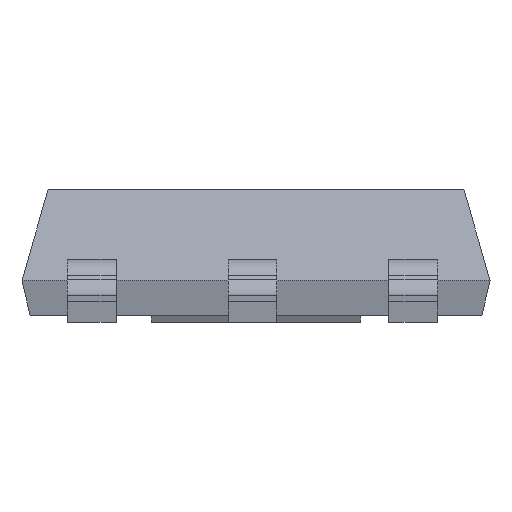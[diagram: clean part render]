
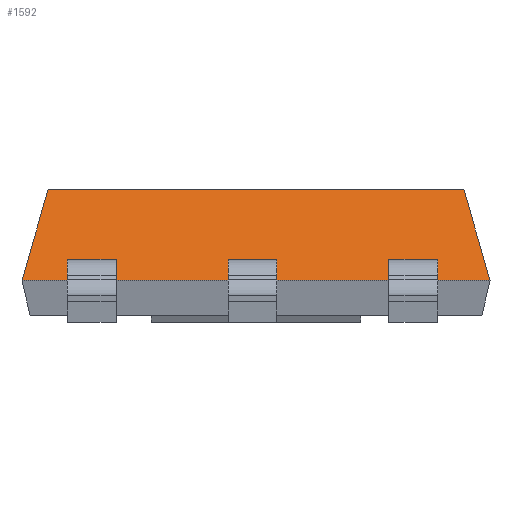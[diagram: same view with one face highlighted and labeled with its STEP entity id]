
A CAD part, front view. The second image highlights one B-rep face of the part: STEP entity #1592.
In plain terms, the highlighted planar face has unit normal (0, -0.961, 0.276).
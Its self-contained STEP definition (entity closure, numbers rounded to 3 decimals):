
#741 = ORIENTED_EDGE ( 'NONE', *, *, #2712, .F. ) ;
#807 = CARTESIAN_POINT ( 'NONE',  ( -3.35, -1.75, 0. ) ) ;
#1145 = VERTEX_POINT ( 'NONE', #3469 ) ;
#1200 = LINE ( 'NONE', #4954, #1949 ) ;
#1240 = ORIENTED_EDGE ( 'NONE', *, *, #2179, .F. ) ;
#1524 = DIRECTION ( 'NONE',  ( 0.266, 0.266, 0.927 ) ) ;
#1592 = ADVANCED_FACE ( 'NONE', ( #4350 ), #5395, .T. ) ;
#1594 = EDGE_CURVE ( 'NONE', #1145, #5666, #1200, .T. ) ;
#1876 = DIRECTION ( 'NONE',  ( -0.266, 0.266, 0.927 ) ) ;
#1949 = VECTOR ( 'NONE', #4944, 1000. ) ;
#2179 = EDGE_CURVE ( 'NONE', #4202, #5666, #5187, .T. ) ;
#2691 = CARTESIAN_POINT ( 'NONE',  ( 3.35, -1.75, 0. ) ) ;
#2712 = EDGE_CURVE ( 'NONE', #6666, #4202, #5179, .T. ) ;
#3469 = CARTESIAN_POINT ( 'NONE',  ( 2.977, -1.377, 1.3 ) ) ;
#4042 = ORIENTED_EDGE ( 'NONE', *, *, #8119, .T. ) ;
#4202 = VERTEX_POINT ( 'NONE', #6099 ) ;
#4350 = FACE_OUTER_BOUND ( 'NONE', #7111, .T. ) ;
#4771 = VECTOR ( 'NONE', #1876, 1000. ) ;
#4944 = DIRECTION ( 'NONE',  ( -1., 0., 0. ) ) ;
#4954 = CARTESIAN_POINT ( 'NONE',  ( -3.35, -1.377, 1.3 ) ) ;
#5009 = DIRECTION ( 'NONE',  ( 0., -0.276, -0.961 ) ) ;
#5035 = DIRECTION ( 'NONE',  ( 0., -0.961, 0.276 ) ) ;
#5077 = CARTESIAN_POINT ( 'NONE',  ( -3.35, -1.75, 0. ) ) ;
#5179 = LINE ( 'NONE', #9381, #9176 ) ;
#5187 = LINE ( 'NONE', #807, #5631 ) ;
#5231 = AXIS2_PLACEMENT_3D ( 'NONE', #5077, #5035, #5009 ) ;
#5395 = PLANE ( 'NONE',  #5231 ) ;
#5631 = VECTOR ( 'NONE', #1524, 1000. ) ;
#5666 = VERTEX_POINT ( 'NONE', #9507 ) ;
#6099 = CARTESIAN_POINT ( 'NONE',  ( -3.35, -1.75, 0. ) ) ;
#6258 = LINE ( 'NONE', #9308, #4771 ) ;
#6666 = VERTEX_POINT ( 'NONE', #2691 ) ;
#7111 = EDGE_LOOP ( 'NONE', ( #9284, #1240, #741, #4042 ) ) ;
#8119 = EDGE_CURVE ( 'NONE', #6666, #1145, #6258, .T. ) ;
#9176 = VECTOR ( 'NONE', #9354, 1000. ) ;
#9284 = ORIENTED_EDGE ( 'NONE', *, *, #1594, .T. ) ;
#9308 = CARTESIAN_POINT ( 'NONE',  ( 3.35, -1.75, 0. ) ) ;
#9354 = DIRECTION ( 'NONE',  ( -1., 0., 0. ) ) ;
#9381 = CARTESIAN_POINT ( 'NONE',  ( -3.35, -1.75, 0. ) ) ;
#9507 = CARTESIAN_POINT ( 'NONE',  ( -2.977, -1.377, 1.3 ) ) ;
